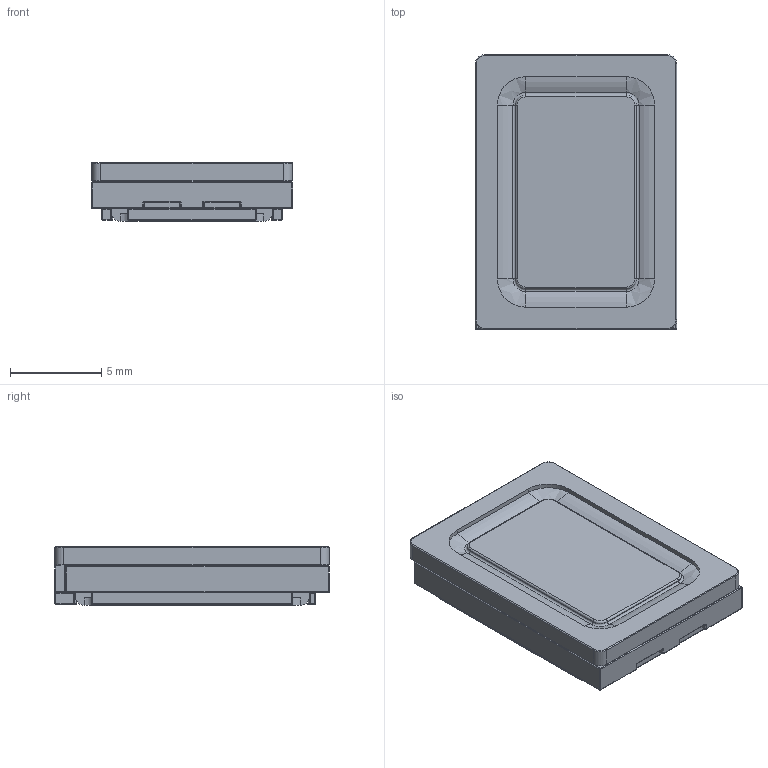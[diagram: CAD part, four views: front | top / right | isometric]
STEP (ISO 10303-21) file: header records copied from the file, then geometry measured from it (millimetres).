
FILE_DESCRIPTION(/* description */ (''),/* implementation_level */ '2;1');
FILE_NAME(/* name */ 'CUI - CMS-15113-078SP.step',/* time_stamp */ '2020-08-27T23:01:31+01:00',/* author */ (''),/* organization */ (''),/* preprocessor_version */ 'ST-DEVELOPER v18.1',/* originating_system */ 'Autodesk Translation Framework v9.3.0.1241',/* authorisation */ '');
FILE_SCHEMA (('AUTOMOTIVE_DESIGN { 1 0 10303 214 3 1 1 }'));
Length unit declared in the file: millimetre
Products named in the file (1): CUI - CMS-15113-078SP
Bounding box: 11 x 15 x 3.2 mm (x, y, z)
Volume: 461.9 mm3; surface area: 597.4 mm2
Topology: 1 solids, 5 shells, 540 faces, 1257 edges, 731 vertices
Faces by surface type: cylinder 244, plane 147, torus 71, sphere 46, bspline 32
Entity records: 16941 total; most frequent: CARTESIAN_POINT 4502, DIRECTION 2716, ORIENTED_EDGE 2514, EDGE_CURVE 1257, AXIS2_PLACEMENT_3D 1050, VERTEX_POINT 731, LINE 616, VECTOR 616
